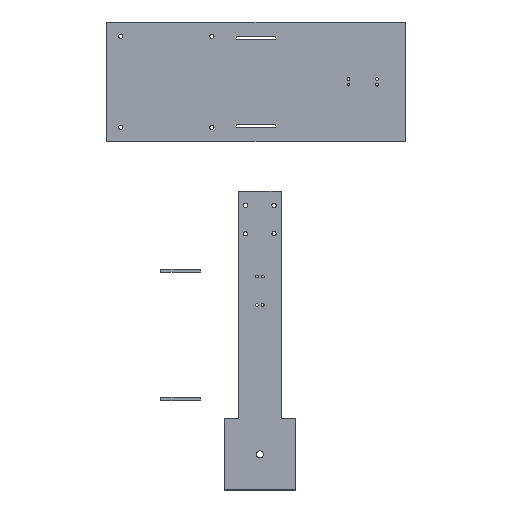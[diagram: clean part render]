
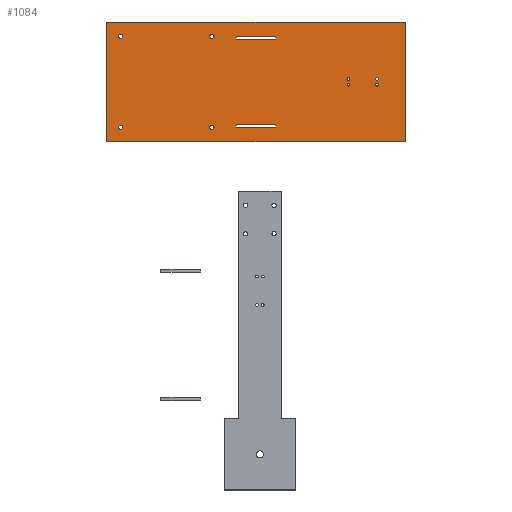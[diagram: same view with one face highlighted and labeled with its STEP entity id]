
A CAD part, top view. The second image highlights one B-rep face of the part: STEP entity #1084.
In plain terms, the highlighted planar face has unit normal (0, 0, 1).
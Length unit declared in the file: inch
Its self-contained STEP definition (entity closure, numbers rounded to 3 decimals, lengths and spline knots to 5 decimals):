
#43=FACE_BOUND('',#230,.T.);
#44=FACE_BOUND('',#231,.T.);
#45=FACE_BOUND('',#232,.T.);
#46=FACE_BOUND('',#233,.T.);
#47=FACE_BOUND('',#234,.T.);
#48=FACE_BOUND('',#235,.T.);
#49=FACE_BOUND('',#236,.T.);
#50=FACE_BOUND('',#237,.T.);
#51=FACE_BOUND('',#238,.T.);
#52=FACE_BOUND('',#239,.T.);
#97=PLANE('',#1194);
#152=FACE_OUTER_BOUND('',#229,.T.);
#229=EDGE_LOOP('',(#972,#973,#974,#975));
#230=EDGE_LOOP('',(#976));
#231=EDGE_LOOP('',(#977));
#232=EDGE_LOOP('',(#978));
#233=EDGE_LOOP('',(#979));
#234=EDGE_LOOP('',(#980));
#235=EDGE_LOOP('',(#981));
#236=EDGE_LOOP('',(#982,#983,#984,#985));
#237=EDGE_LOOP('',(#986,#987,#988,#989));
#238=EDGE_LOOP('',(#990));
#239=EDGE_LOOP('',(#991));
#314=LINE('',#1675,#417);
#317=LINE('',#1681,#420);
#320=LINE('',#1687,#423);
#323=LINE('',#1691,#426);
#326=LINE('',#1699,#429);
#329=LINE('',#1705,#432);
#332=LINE('',#1711,#435);
#335=LINE('',#1715,#438);
#344=LINE('',#1759,#447);
#347=LINE('',#1765,#450);
#350=LINE('',#1771,#453);
#353=LINE('',#1775,#456);
#417=VECTOR('',#1385,0.3937);
#420=VECTOR('',#1390,0.3937);
#423=VECTOR('',#1395,0.3937);
#426=VECTOR('',#1400,0.3937);
#429=VECTOR('',#1405,0.3937);
#432=VECTOR('',#1410,0.3937);
#435=VECTOR('',#1415,0.3937);
#438=VECTOR('',#1420,0.3937);
#447=VECTOR('',#1467,0.3937);
#450=VECTOR('',#1472,0.3937);
#453=VECTOR('',#1477,0.3937);
#456=VECTOR('',#1482,0.3937);
#479=CIRCLE('',#1159,0.075);
#481=CIRCLE('',#1162,0.075);
#483=CIRCLE('',#1173,0.05);
#485=CIRCLE('',#1176,0.075);
#487=CIRCLE('',#1179,0.05);
#489=CIRCLE('',#1182,0.05);
#491=CIRCLE('',#1185,0.075);
#493=CIRCLE('',#1188,0.05);
#549=VERTEX_POINT('',#1657);
#551=VERTEX_POINT('',#1663);
#555=VERTEX_POINT('',#1672);
#556=VERTEX_POINT('',#1674);
#558=VERTEX_POINT('',#1680);
#560=VERTEX_POINT('',#1686);
#563=VERTEX_POINT('',#1696);
#564=VERTEX_POINT('',#1698);
#566=VERTEX_POINT('',#1704);
#568=VERTEX_POINT('',#1710);
#569=VERTEX_POINT('',#1717);
#571=VERTEX_POINT('',#1723);
#573=VERTEX_POINT('',#1729);
#575=VERTEX_POINT('',#1735);
#577=VERTEX_POINT('',#1741);
#579=VERTEX_POINT('',#1747);
#583=VERTEX_POINT('',#1756);
#584=VERTEX_POINT('',#1758);
#586=VERTEX_POINT('',#1764);
#588=VERTEX_POINT('',#1770);
#670=EDGE_CURVE('',#549,#549,#479,.T.);
#673=EDGE_CURVE('',#551,#551,#481,.T.);
#678=EDGE_CURVE('',#556,#555,#314,.T.);
#681=EDGE_CURVE('',#558,#556,#317,.T.);
#684=EDGE_CURVE('',#560,#558,#320,.T.);
#687=EDGE_CURVE('',#555,#560,#323,.T.);
#690=EDGE_CURVE('',#564,#563,#326,.T.);
#693=EDGE_CURVE('',#566,#564,#329,.T.);
#696=EDGE_CURVE('',#568,#566,#332,.T.);
#699=EDGE_CURVE('',#563,#568,#335,.T.);
#700=EDGE_CURVE('',#569,#569,#483,.T.);
#703=EDGE_CURVE('',#571,#571,#485,.T.);
#706=EDGE_CURVE('',#573,#573,#487,.T.);
#709=EDGE_CURVE('',#575,#575,#489,.T.);
#712=EDGE_CURVE('',#577,#577,#491,.T.);
#715=EDGE_CURVE('',#579,#579,#493,.T.);
#720=EDGE_CURVE('',#584,#583,#344,.T.);
#723=EDGE_CURVE('',#586,#584,#347,.T.);
#726=EDGE_CURVE('',#588,#586,#350,.T.);
#729=EDGE_CURVE('',#583,#588,#353,.T.);
#972=ORIENTED_EDGE('',*,*,#729,.T.);
#973=ORIENTED_EDGE('',*,*,#726,.T.);
#974=ORIENTED_EDGE('',*,*,#723,.T.);
#975=ORIENTED_EDGE('',*,*,#720,.T.);
#976=ORIENTED_EDGE('',*,*,#715,.T.);
#977=ORIENTED_EDGE('',*,*,#712,.T.);
#978=ORIENTED_EDGE('',*,*,#709,.T.);
#979=ORIENTED_EDGE('',*,*,#706,.T.);
#980=ORIENTED_EDGE('',*,*,#703,.T.);
#981=ORIENTED_EDGE('',*,*,#700,.T.);
#982=ORIENTED_EDGE('',*,*,#699,.T.);
#983=ORIENTED_EDGE('',*,*,#696,.T.);
#984=ORIENTED_EDGE('',*,*,#693,.T.);
#985=ORIENTED_EDGE('',*,*,#690,.T.);
#986=ORIENTED_EDGE('',*,*,#687,.T.);
#987=ORIENTED_EDGE('',*,*,#684,.T.);
#988=ORIENTED_EDGE('',*,*,#681,.T.);
#989=ORIENTED_EDGE('',*,*,#678,.T.);
#990=ORIENTED_EDGE('',*,*,#673,.T.);
#991=ORIENTED_EDGE('',*,*,#670,.T.);
#1084=ADVANCED_FACE('',(#152,#43,#44,#45,#46,#47,#48,#49,#50,#51,#52),#97,
 .T.);
#1159=AXIS2_PLACEMENT_3D('',#1658,#1369,#1370);
#1162=AXIS2_PLACEMENT_3D('',#1664,#1376,#1377);
#1173=AXIS2_PLACEMENT_3D('',#1718,#1423,#1424);
#1176=AXIS2_PLACEMENT_3D('',#1724,#1430,#1431);
#1179=AXIS2_PLACEMENT_3D('',#1730,#1437,#1438);
#1182=AXIS2_PLACEMENT_3D('',#1736,#1444,#1445);
#1185=AXIS2_PLACEMENT_3D('',#1742,#1451,#1452);
#1188=AXIS2_PLACEMENT_3D('',#1748,#1458,#1459);
#1194=AXIS2_PLACEMENT_3D('',#1776,#1483,#1484);
#1369=DIRECTION('center_axis',(0.,0.,-1.));
#1370=DIRECTION('ref_axis',(1.,0.,0.));
#1376=DIRECTION('center_axis',(0.,0.,-1.));
#1377=DIRECTION('ref_axis',(1.,0.,0.));
#1385=DIRECTION('',(1.,0.,0.));
#1390=DIRECTION('',(0.,1.,0.));
#1395=DIRECTION('',(-1.,0.,0.));
#1400=DIRECTION('',(0.,-1.,0.));
#1405=DIRECTION('',(1.,0.,0.));
#1410=DIRECTION('',(0.,1.,0.));
#1415=DIRECTION('',(-1.,0.,0.));
#1420=DIRECTION('',(0.,-1.,0.));
#1423=DIRECTION('center_axis',(0.,0.,-1.));
#1424=DIRECTION('ref_axis',(1.,0.,0.));
#1430=DIRECTION('center_axis',(0.,0.,-1.));
#1431=DIRECTION('ref_axis',(1.,0.,0.));
#1437=DIRECTION('center_axis',(0.,0.,-1.));
#1438=DIRECTION('ref_axis',(1.,0.,0.));
#1444=DIRECTION('center_axis',(0.,0.,-1.));
#1445=DIRECTION('ref_axis',(1.,0.,0.));
#1451=DIRECTION('center_axis',(0.,0.,-1.));
#1452=DIRECTION('ref_axis',(1.,0.,0.));
#1458=DIRECTION('center_axis',(0.,0.,-1.));
#1459=DIRECTION('ref_axis',(1.,0.,0.));
#1467=DIRECTION('',(0.,1.,0.));
#1472=DIRECTION('',(1.,0.,0.));
#1477=DIRECTION('',(0.,-1.,0.));
#1482=DIRECTION('',(-1.,0.,0.));
#1483=DIRECTION('center_axis',(0.,0.,1.));
#1484=DIRECTION('ref_axis',(1.,0.,0.));
#1657=CARTESIAN_POINT('',(-6.77962,10.1,0.1));
#1658=CARTESIAN_POINT('Origin',(-6.70462,10.1,0.1));
#1663=CARTESIAN_POINT('',(-6.77962,13.3,0.1));
#1664=CARTESIAN_POINT('Origin',(-6.70462,13.3,0.1));
#1672=CARTESIAN_POINT('',(-4.45462,10.2,0.1));
#1674=CARTESIAN_POINT('',(-5.85462,10.2,0.1));
#1675=CARTESIAN_POINT('',(-4.45462,10.2,0.1));
#1680=CARTESIAN_POINT('',(-5.85462,10.1,0.1));
#1681=CARTESIAN_POINT('',(-5.85462,10.2,0.1));
#1686=CARTESIAN_POINT('',(-4.45462,10.1,0.1));
#1687=CARTESIAN_POINT('',(-5.85462,10.1,0.1));
#1691=CARTESIAN_POINT('',(-4.45462,10.1,0.1));
#1696=CARTESIAN_POINT('',(-4.45462,13.3,0.1));
#1698=CARTESIAN_POINT('',(-5.85462,13.3,0.1));
#1699=CARTESIAN_POINT('',(-4.45462,13.3,0.1));
#1704=CARTESIAN_POINT('',(-5.85462,13.2,0.1));
#1705=CARTESIAN_POINT('',(-5.85462,13.3,0.1));
#1710=CARTESIAN_POINT('',(-4.45462,13.2,0.1));
#1711=CARTESIAN_POINT('',(-5.85462,13.2,0.1));
#1715=CARTESIAN_POINT('',(-4.45462,13.2,0.1));
#1717=CARTESIAN_POINT('',(-0.95462,11.6,0.1));
#1718=CARTESIAN_POINT('Origin',(-0.90462,11.6,0.1));
#1723=CARTESIAN_POINT('',(-9.97962,10.1,0.1));
#1724=CARTESIAN_POINT('Origin',(-9.90462,10.1,0.1));
#1729=CARTESIAN_POINT('',(-0.95462,11.8,0.1));
#1730=CARTESIAN_POINT('Origin',(-0.90462,11.8,0.1));
#1735=CARTESIAN_POINT('',(-1.95462,11.6,0.1));
#1736=CARTESIAN_POINT('Origin',(-1.90462,11.6,0.1));
#1741=CARTESIAN_POINT('',(-9.97962,13.3,0.1));
#1742=CARTESIAN_POINT('Origin',(-9.90462,13.3,0.1));
#1747=CARTESIAN_POINT('',(-1.95462,11.8,0.1));
#1748=CARTESIAN_POINT('Origin',(-1.90462,11.8,0.1));
#1756=CARTESIAN_POINT('',(0.09538,13.8,0.1));
#1758=CARTESIAN_POINT('',(0.09538,9.6,0.1));
#1759=CARTESIAN_POINT('',(0.09538,13.8,0.1));
#1764=CARTESIAN_POINT('',(-10.40462,9.6,0.1));
#1765=CARTESIAN_POINT('',(0.09538,9.6,0.1));
#1770=CARTESIAN_POINT('',(-10.40462,13.8,0.1));
#1771=CARTESIAN_POINT('',(-10.40462,9.6,0.1));
#1775=CARTESIAN_POINT('',(-10.40462,13.8,0.1));
#1776=CARTESIAN_POINT('Origin',(-5.15462,11.7,0.1));
